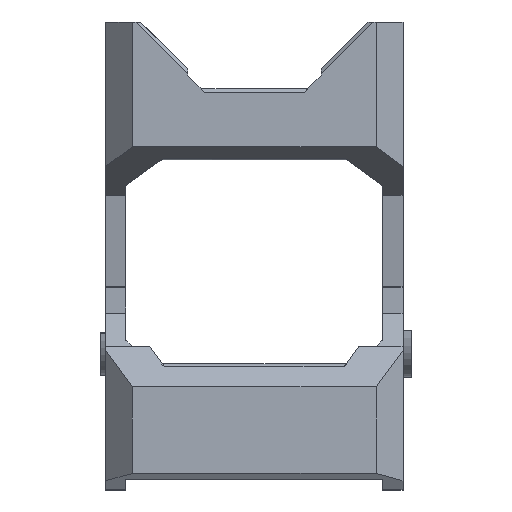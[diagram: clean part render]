
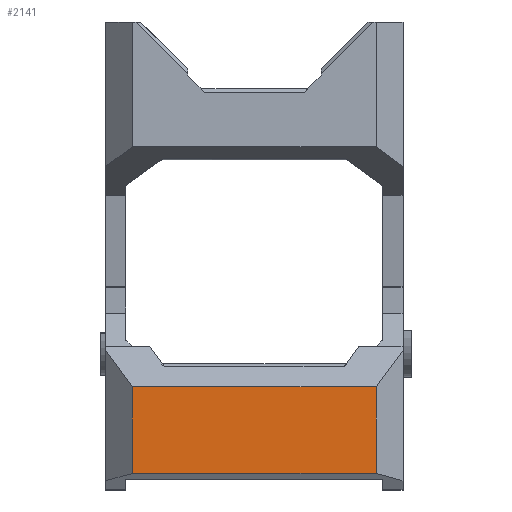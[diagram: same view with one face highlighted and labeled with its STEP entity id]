
A CAD part, top view. The second image highlights one B-rep face of the part: STEP entity #2141.
In plain terms, the highlighted planar face has unit normal (0, 0, 1).
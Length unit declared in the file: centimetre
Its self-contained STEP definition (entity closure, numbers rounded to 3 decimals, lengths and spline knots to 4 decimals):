
#143=FACE_OUTER_BOUND($,#269,.T.);
#269=EDGE_LOOP($,(#1616,#1617,#1618,#1619));
#499=LINE($,#3313,#758);
#506=LINE($,#3324,#765);
#508=LINE($,#3328,#767);
#509=LINE($,#3329,#768);
#758=VECTOR($,#2631,3.65);
#765=VECTOR($,#2642,1.2979);
#767=VECTOR($,#2646,1.2979);
#768=VECTOR($,#2647,3.65);
#1034=VERTEX_POINT($,#3310);
#1035=VERTEX_POINT($,#3312);
#1037=VERTEX_POINT($,#3323);
#1038=VERTEX_POINT($,#3327);
#1261=EDGE_CURVE($,#1035,#1034,#499,.F.);
#1268=EDGE_CURVE($,#1035,#1037,#506,.T.);
#1270=EDGE_CURVE($,#1038,#1034,#508,.T.);
#1271=EDGE_CURVE($,#1038,#1037,#509,.T.);
#1616=ORIENTED_EDGE($,*,*,#1261,.T.);
#1617=ORIENTED_EDGE($,*,*,#1270,.F.);
#1618=ORIENTED_EDGE($,*,*,#1271,.T.);
#1619=ORIENTED_EDGE($,*,*,#1268,.F.);
#2056=PLANE($,#2288);
#2141=ADVANCED_FACE($,(#143),#2056,.T.);
#2288=AXIS2_PLACEMENT_3D($,#3326,#2644,#2645);
#2631=DIRECTION($,(-1.,0.,0.));
#2642=DIRECTION($,(0.,1.,0.));
#2644=DIRECTION('center_axis',(0.,0.,1.));
#2645=DIRECTION('ref_axis',(1.,0.,0.));
#2646=DIRECTION($,(0.,-1.,0.));
#2647=DIRECTION($,(-1.,0.,0.));
#3310=CARTESIAN_POINT('',(-14.1268,9.6621,9.));
#3312=CARTESIAN_POINT('',(-17.7768,9.6621,9.));
#3313=CARTESIAN_POINT($,(-15.9268,9.6621,9.));
#3323=CARTESIAN_POINT('',(-17.7768,10.96,9.));
#3324=CARTESIAN_POINT($,(-17.7768,11.3685,9.));
#3326=CARTESIAN_POINT('Origin',(-15.9768,11.3685,9.));
#3327=CARTESIAN_POINT('',(-14.1268,10.96,9.));
#3328=CARTESIAN_POINT($,(-14.1268,11.3685,9.));
#3329=CARTESIAN_POINT($,(-15.9768,10.96,9.));
